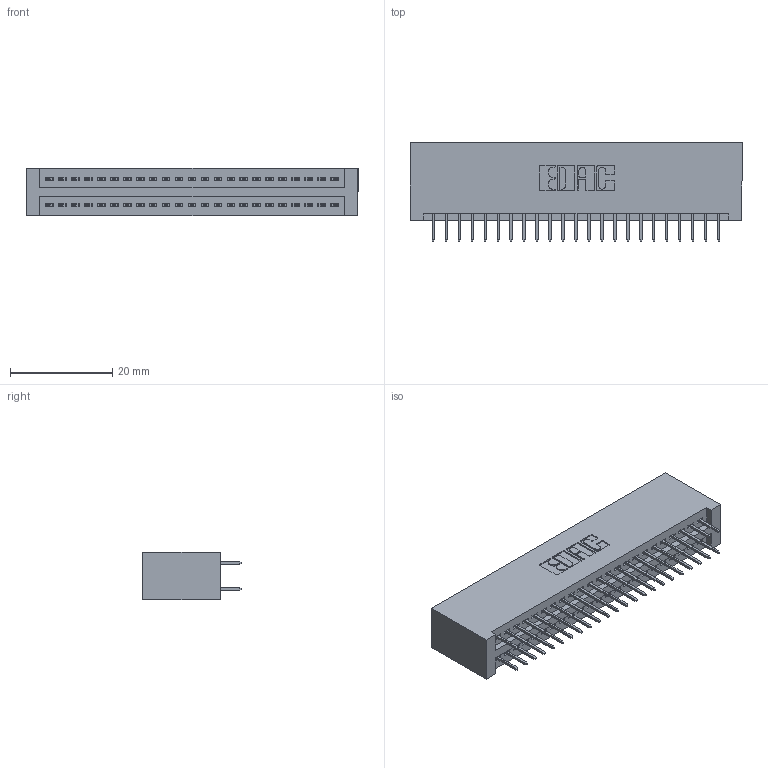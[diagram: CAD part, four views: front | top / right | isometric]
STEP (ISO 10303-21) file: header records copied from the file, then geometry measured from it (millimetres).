
FILE_DESCRIPTION (( 'STEP AP203' ), '1' );
FILE_NAME ('395-046-524-201.STEP', '2019-10-19T03:43:47', ( '' ), ( '' ), 'SwSTEP 2.0', 'SolidWorks 2016', '' );
FILE_SCHEMA (( 'CONFIG_CONTROL_DESIGN' ));
Length unit declared in the file: inch
Products named in the file (3): 345 Part_No Mounting Lugs; 345-292-001_345-293-124; 395-046-524-201
Assembly tree (47 placements, depth 2):
  395-046-524-201
    345 Part_No Mounting Lugs
    345-292-001_345-293-124  x46
Bounding box: 65.02 x 19.35 x 9.4 mm (x, y, z)
Volume: 6686.4 mm3; surface area: 9635.2 mm2
Topology: 47 solids, 47 shells, 2602 faces, 7355 edges, 4718 vertices
Faces by surface type: plane 1870, cylinder 732
Entity records: 20401 total; most frequent: CARTESIAN_POINT 3436, ORIENTED_EDGE 3370, DIRECTION 3049, EDGE_CURVE 1685, LINE 1473, VECTOR 1473, VERTEX_POINT 1118, AXIS2_PLACEMENT_3D 788
